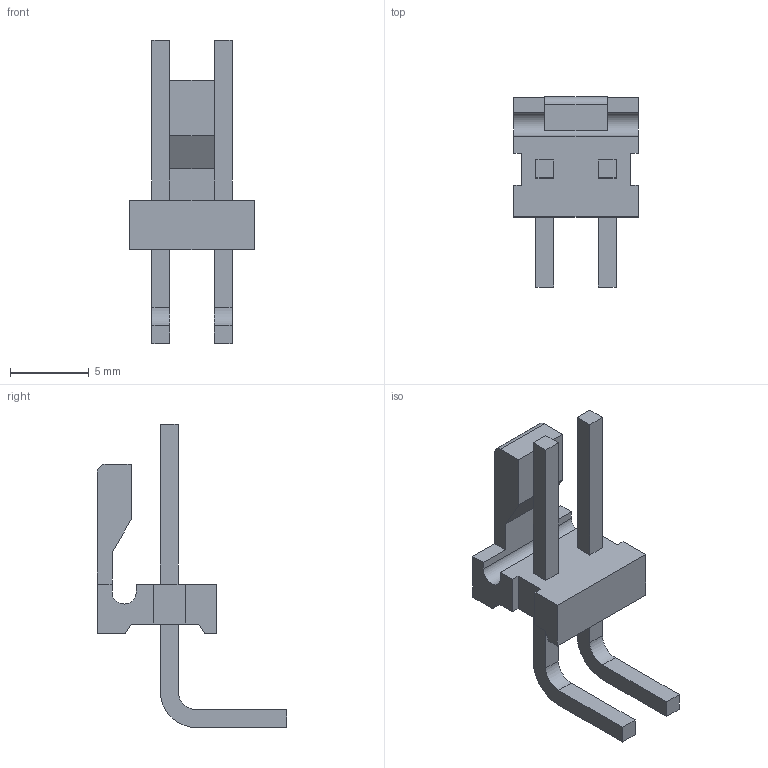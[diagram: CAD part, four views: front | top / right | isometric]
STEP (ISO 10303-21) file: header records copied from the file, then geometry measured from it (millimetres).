
FILE_DESCRIPTION((''),'2;1');
FILE_NAME('C-3-644761-2','2012-10-17T',('workeradm'),('Tyco Electronics Ltd.'),'PRO/ENGINEER BY PARAMETRIC TECHNOLOGY CORPORATION, 2010430','PRO/ENGINEER BY PARAMETRIC TECHNOLOGY CORPORATION, 2010430','');
FILE_SCHEMA(('AUTOMOTIVE_DESIGN { 1 0 10303 214 1 1 1 1 }'));
Length unit declared in the file: millimetre
Products named in the file (1): C-3-644761-2
Bounding box: 7.92 x 12.06 x 19.29 mm (x, y, z)
Volume: 259.8 mm3; surface area: 532.5 mm2
Topology: 1 solids, 1 shells, 57 faces, 153 edges, 102 vertices
Faces by surface type: plane 51, cylinder 6
Entity records: 2030 total; most frequent: CARTESIAN_POINT 314, ORIENTED_EDGE 306, DIRECTION 279, EDGE_CURVE 153, VECTOR 141, LINE 141, VERTEX_POINT 102, AXIS2_PLACEMENT_3D 69
